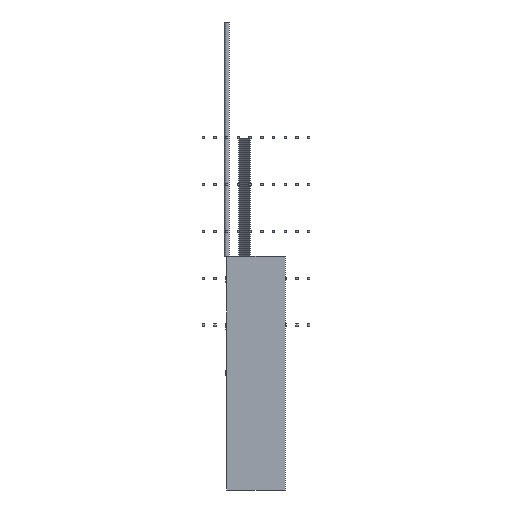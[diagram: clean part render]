
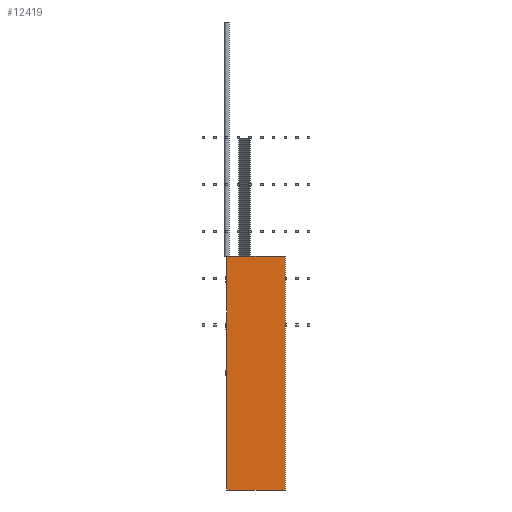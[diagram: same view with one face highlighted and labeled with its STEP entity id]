
A CAD part, left-side view. The second image highlights one B-rep face of the part: STEP entity #12419.
In plain terms, the highlighted planar face has unit normal (-1, 0, 0).
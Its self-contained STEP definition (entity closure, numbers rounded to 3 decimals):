
#2238 = PLANE('',#2239);
#2239 = AXIS2_PLACEMENT_3D('',#2240,#2241,#2242);
#2240 = CARTESIAN_POINT('',(-50.,-25.,200.));
#2241 = DIRECTION('',(0.,0.,1.));
#2242 = DIRECTION('',(1.,0.,0.));
#2868 = PLANE('',#2869);
#2869 = AXIS2_PLACEMENT_3D('',#2870,#2871,#2872);
#2870 = CARTESIAN_POINT('',(-50.,25.,0.));
#2871 = DIRECTION('',(0.,1.,0.));
#2872 = DIRECTION('',(0.,0.,1.));
#2983 = VERTEX_POINT('',#2984);
#2984 = CARTESIAN_POINT('',(-50.,25.,200.));
#3005 = EDGE_CURVE('',#3006,#2983,#3008,.T.);
#3006 = VERTEX_POINT('',#3007);
#3007 = CARTESIAN_POINT('',(-50.,-25.,200.));
#3008 = SURFACE_CURVE('',#3009,(#3013,#3020),.PCURVE_S1.);
#3009 = LINE('',#3010,#3011);
#3010 = CARTESIAN_POINT('',(-50.,-25.,200.));
#3011 = VECTOR('',#3012,1.);
#3012 = DIRECTION('',(0.,1.,0.));
#3013 = PCURVE('',#2238,#3014);
#3014 = DEFINITIONAL_REPRESENTATION('',(#3015),#3019);
#3015 = LINE('',#3016,#3017);
#3016 = CARTESIAN_POINT('',(0.,0.));
#3017 = VECTOR('',#3018,1.);
#3018 = DIRECTION('',(0.,1.));
#3019 = ( GEOMETRIC_REPRESENTATION_CONTEXT(2) 
PARAMETRIC_REPRESENTATION_CONTEXT() REPRESENTATION_CONTEXT('2D SPACE',''
  ) );
#3020 = PCURVE('',#3021,#3026);
#3021 = PLANE('',#3022);
#3022 = AXIS2_PLACEMENT_3D('',#3023,#3024,#3025);
#3023 = CARTESIAN_POINT('',(-50.,-25.,0.));
#3024 = DIRECTION('',(1.,0.,0.));
#3025 = DIRECTION('',(0.,0.,1.));
#3026 = DEFINITIONAL_REPRESENTATION('',(#3027),#3031);
#3027 = LINE('',#3028,#3029);
#3028 = CARTESIAN_POINT('',(200.,0.));
#3029 = VECTOR('',#3030,1.);
#3030 = DIRECTION('',(0.,-1.));
#3031 = ( GEOMETRIC_REPRESENTATION_CONTEXT(2) 
PARAMETRIC_REPRESENTATION_CONTEXT() REPRESENTATION_CONTEXT('2D SPACE',''
  ) );
#3049 = PLANE('',#3050);
#3050 = AXIS2_PLACEMENT_3D('',#3051,#3052,#3053);
#3051 = CARTESIAN_POINT('',(-50.,-25.,0.));
#3052 = DIRECTION('',(0.,1.,0.));
#3053 = DIRECTION('',(0.,0.,1.));
#5126 = VERTEX_POINT('',#5127);
#5127 = CARTESIAN_POINT('',(-50.,25.,0.));
#5141 = PLANE('',#5142);
#5142 = AXIS2_PLACEMENT_3D('',#5143,#5144,#5145);
#5143 = CARTESIAN_POINT('',(-50.,-25.,0.));
#5144 = DIRECTION('',(0.,0.,1.));
#5145 = DIRECTION('',(1.,0.,0.));
#5153 = EDGE_CURVE('',#5126,#2983,#5154,.T.);
#5154 = SURFACE_CURVE('',#5155,(#5159,#5166),.PCURVE_S1.);
#5155 = LINE('',#5156,#5157);
#5156 = CARTESIAN_POINT('',(-50.,25.,0.));
#5157 = VECTOR('',#5158,1.);
#5158 = DIRECTION('',(0.,0.,1.));
#5159 = PCURVE('',#2868,#5160);
#5160 = DEFINITIONAL_REPRESENTATION('',(#5161),#5165);
#5161 = LINE('',#5162,#5163);
#5162 = CARTESIAN_POINT('',(0.,0.));
#5163 = VECTOR('',#5164,1.);
#5164 = DIRECTION('',(1.,0.));
#5165 = ( GEOMETRIC_REPRESENTATION_CONTEXT(2) 
PARAMETRIC_REPRESENTATION_CONTEXT() REPRESENTATION_CONTEXT('2D SPACE',''
  ) );
#5166 = PCURVE('',#3021,#5167);
#5167 = DEFINITIONAL_REPRESENTATION('',(#5168),#5172);
#5168 = LINE('',#5169,#5170);
#5169 = CARTESIAN_POINT('',(0.,-50.));
#5170 = VECTOR('',#5171,1.);
#5171 = DIRECTION('',(1.,0.));
#5172 = ( GEOMETRIC_REPRESENTATION_CONTEXT(2) 
PARAMETRIC_REPRESENTATION_CONTEXT() REPRESENTATION_CONTEXT('2D SPACE',''
  ) );
#10195 = VERTEX_POINT('',#10196);
#10196 = CARTESIAN_POINT('',(-50.,-25.,0.));
#10217 = EDGE_CURVE('',#10195,#3006,#10218,.T.);
#10218 = SURFACE_CURVE('',#10219,(#10223,#10230),.PCURVE_S1.);
#10219 = LINE('',#10220,#10221);
#10220 = CARTESIAN_POINT('',(-50.,-25.,0.));
#10221 = VECTOR('',#10222,1.);
#10222 = DIRECTION('',(0.,0.,1.));
#10223 = PCURVE('',#3049,#10224);
#10224 = DEFINITIONAL_REPRESENTATION('',(#10225),#10229);
#10225 = LINE('',#10226,#10227);
#10226 = CARTESIAN_POINT('',(0.,0.));
#10227 = VECTOR('',#10228,1.);
#10228 = DIRECTION('',(1.,0.));
#10229 = ( GEOMETRIC_REPRESENTATION_CONTEXT(2) 
PARAMETRIC_REPRESENTATION_CONTEXT() REPRESENTATION_CONTEXT('2D SPACE',''
  ) );
#10230 = PCURVE('',#3021,#10231);
#10231 = DEFINITIONAL_REPRESENTATION('',(#10232),#10236);
#10232 = LINE('',#10233,#10234);
#10233 = CARTESIAN_POINT('',(0.,0.));
#10234 = VECTOR('',#10235,1.);
#10235 = DIRECTION('',(1.,0.));
#10236 = ( GEOMETRIC_REPRESENTATION_CONTEXT(2) 
PARAMETRIC_REPRESENTATION_CONTEXT() REPRESENTATION_CONTEXT('2D SPACE',''
  ) );
#12419 = ADVANCED_FACE('',(#12420),#3021,.F.);
#12420 = FACE_BOUND('',#12421,.F.);
#12421 = EDGE_LOOP('',(#12422,#12423,#12444,#12445));
#12422 = ORIENTED_EDGE('',*,*,#10217,.F.);
#12423 = ORIENTED_EDGE('',*,*,#12424,.T.);
#12424 = EDGE_CURVE('',#10195,#5126,#12425,.T.);
#12425 = SURFACE_CURVE('',#12426,(#12430,#12437),.PCURVE_S1.);
#12426 = LINE('',#12427,#12428);
#12427 = CARTESIAN_POINT('',(-50.,-25.,0.));
#12428 = VECTOR('',#12429,1.);
#12429 = DIRECTION('',(0.,1.,0.));
#12430 = PCURVE('',#3021,#12431);
#12431 = DEFINITIONAL_REPRESENTATION('',(#12432),#12436);
#12432 = LINE('',#12433,#12434);
#12433 = CARTESIAN_POINT('',(0.,0.));
#12434 = VECTOR('',#12435,1.);
#12435 = DIRECTION('',(0.,-1.));
#12436 = ( GEOMETRIC_REPRESENTATION_CONTEXT(2) 
PARAMETRIC_REPRESENTATION_CONTEXT() REPRESENTATION_CONTEXT('2D SPACE',''
  ) );
#12437 = PCURVE('',#5141,#12438);
#12438 = DEFINITIONAL_REPRESENTATION('',(#12439),#12443);
#12439 = LINE('',#12440,#12441);
#12440 = CARTESIAN_POINT('',(0.,0.));
#12441 = VECTOR('',#12442,1.);
#12442 = DIRECTION('',(0.,1.));
#12443 = ( GEOMETRIC_REPRESENTATION_CONTEXT(2) 
PARAMETRIC_REPRESENTATION_CONTEXT() REPRESENTATION_CONTEXT('2D SPACE',''
  ) );
#12444 = ORIENTED_EDGE('',*,*,#5153,.T.);
#12445 = ORIENTED_EDGE('',*,*,#3005,.F.);
